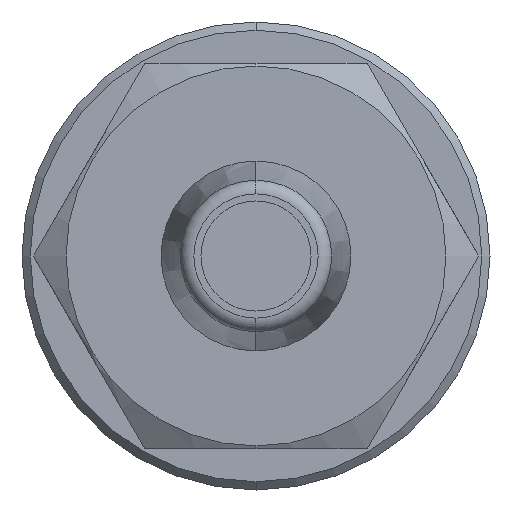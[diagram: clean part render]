
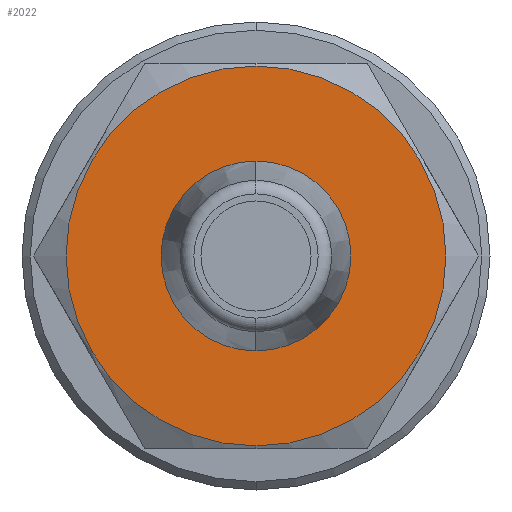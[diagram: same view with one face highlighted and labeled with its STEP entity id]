
A CAD part, front view. The second image highlights one B-rep face of the part: STEP entity #2022.
In plain terms, the highlighted planar face has unit normal (0, -1, 0).
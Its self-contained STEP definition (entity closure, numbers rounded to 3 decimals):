
#3 = FACE_OUTER_BOUND ( 'NONE', #627, .T. ) ;
#4 = FACE_BOUND ( 'NONE', #626, .T. ) ;
#168 = CIRCLE ( 'NONE', #170, 3.45 ) ;
#170 = AXIS2_PLACEMENT_3D ( 'NONE', #2424, #2425, #2426 ) ;
#175 = CIRCLE ( 'NONE', #2450, 3.45 ) ;
#178 = CIRCLE ( 'NONE', #2453, 6.9 ) ;
#246 = ORIENTED_EDGE ( 'NONE', *, *, #2096, .T. ) ;
#248 = ORIENTED_EDGE ( 'NONE', *, *, #2068, .T. ) ;
#249 = ORIENTED_EDGE ( 'NONE', *, *, #2073, .F. ) ;
#251 = ORIENTED_EDGE ( 'NONE', *, *, #2092, .F. ) ;
#325 = AXIS2_PLACEMENT_3D ( 'NONE', #1752, #1753, #1754 ) ;
#448 = CARTESIAN_POINT ( 'NONE',  ( 0., -13., -6.9 ) ) ;
#449 = CARTESIAN_POINT ( 'NONE',  ( 0., -13., 6.9 ) ) ;
#450 = CARTESIAN_POINT ( 'NONE',  ( 0., -13., 3.45 ) ) ;
#451 = CARTESIAN_POINT ( 'NONE',  ( 0., -13., -3.45 ) ) ;
#520 = VERTEX_POINT ( 'NONE', #451 ) ;
#521 = VERTEX_POINT ( 'NONE', #450 ) ;
#522 = VERTEX_POINT ( 'NONE', #449 ) ;
#523 = VERTEX_POINT ( 'NONE', #448 ) ;
#626 = EDGE_LOOP ( 'NONE', ( #248, #246 ) ) ;
#627 = EDGE_LOOP ( 'NONE', ( #251, #249 ) ) ;
#1751 = PLANE ( 'NONE',  #325 ) ;
#1752 = CARTESIAN_POINT ( 'NONE',  ( 3.45, -13., 0. ) ) ;
#1753 = DIRECTION ( 'NONE',  ( 0., 1., 0. ) ) ;
#1754 = DIRECTION ( 'NONE',  ( 0., 0., 1. ) ) ;
#1892 = CARTESIAN_POINT ( 'NONE',  ( 0., -13., 0. ) ) ;
#1893 = DIRECTION ( 'NONE',  ( 0., 1., 0. ) ) ;
#1894 = DIRECTION ( 'NONE',  ( 0., 0., 1. ) ) ;
#2022 = ADVANCED_FACE ( 'NONE', ( #3, #4 ), #1751, .F. ) ;
#2068 = EDGE_CURVE ( 'NONE', #521, #520, #175, .T. ) ;
#2073 = EDGE_CURVE ( 'NONE', #523, #522, #178, .T. ) ;
#2092 = EDGE_CURVE ( 'NONE', #522, #523, #2447, .T. ) ;
#2096 = EDGE_CURVE ( 'NONE', #520, #521, #168, .T. ) ;
#2339 = CARTESIAN_POINT ( 'NONE',  ( 0., -13., 0. ) ) ;
#2340 = DIRECTION ( 'NONE',  ( 0., 1., 0. ) ) ;
#2341 = DIRECTION ( 'NONE',  ( 0., 0., 1. ) ) ;
#2413 = CARTESIAN_POINT ( 'NONE',  ( 0., -13., 0. ) ) ;
#2414 = DIRECTION ( 'NONE',  ( 0., 1., 0. ) ) ;
#2415 = DIRECTION ( 'NONE',  ( 0., 0., 1. ) ) ;
#2424 = CARTESIAN_POINT ( 'NONE',  ( 0., -13., 0. ) ) ;
#2425 = DIRECTION ( 'NONE',  ( 0., 1., 0. ) ) ;
#2426 = DIRECTION ( 'NONE',  ( 0., 0., 1. ) ) ;
#2445 = AXIS2_PLACEMENT_3D ( 'NONE', #2413, #2414, #2415 ) ;
#2447 = CIRCLE ( 'NONE', #2445, 6.9 ) ;
#2450 = AXIS2_PLACEMENT_3D ( 'NONE', #1892, #1893, #1894 ) ;
#2453 = AXIS2_PLACEMENT_3D ( 'NONE', #2339, #2340, #2341 ) ;
